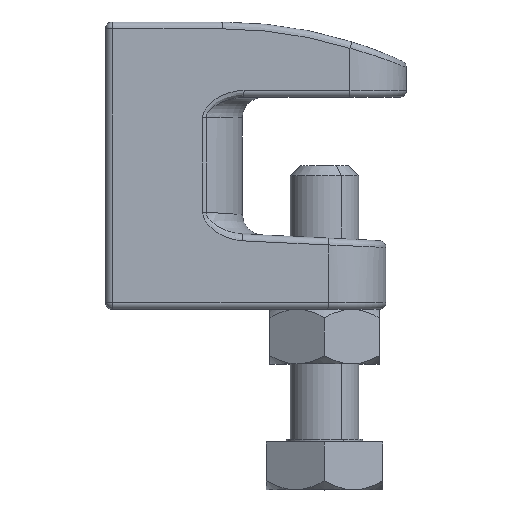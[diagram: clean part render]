
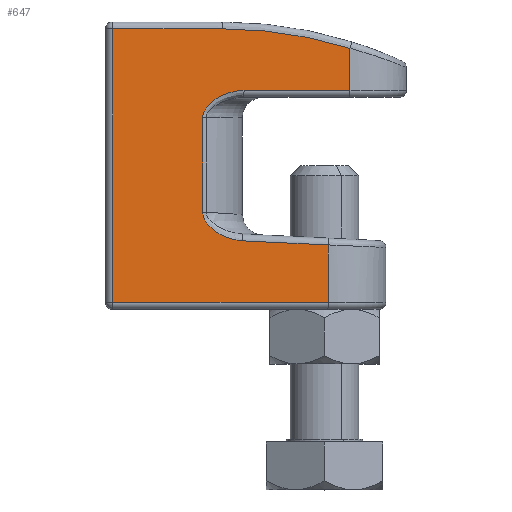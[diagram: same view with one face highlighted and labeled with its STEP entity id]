
A CAD part, top view. The second image highlights one B-rep face of the part: STEP entity #647.
In plain terms, the highlighted planar face has unit normal (0.062, 0, 0.998).
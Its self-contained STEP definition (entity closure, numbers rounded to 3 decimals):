
#13 = EDGE_CURVE ( 'NONE', #560, #3222, #440, .T. ) ;
#57 = EDGE_CURVE ( 'NONE', #988, #1569, #430, .T. ) ;
#213 = EDGE_CURVE ( 'NONE', #3959, #2062, #296, .T. ) ;
#221 = VECTOR ( 'NONE', #3344, 1000. ) ;
#225 = LINE ( 'NONE', #2246, #221 ) ;
#228 = EDGE_CURVE ( 'NONE', #3222, #3959, #236, .T. ) ;
#236 = B_SPLINE_CURVE_WITH_KNOTS ( 'NONE', 3,
 ( #3662, #2740, #3637, #2521, #2430, #3672, #3695, #3699, #3713, #3721, #3724, #3737, #3754, #3757, #3765, #3812 ),
 .UNSPECIFIED., .F., .F.,
 ( 4, 2, 2, 2, 2, 2, 2, 4 ),
 ( 0., 0.002, 0.004, 0.005, 0.006, 0.007, 0.007, 0.008 ),
 .UNSPECIFIED. ) ;
#274 = EDGE_CURVE ( 'NONE', #1266, #936, #225, .T. ) ;
#284 = VECTOR ( 'NONE', #2203, 1000. ) ;
#296 = LINE ( 'NONE', #3293, #284 ) ;
#360 = CARTESIAN_POINT ( 'NONE',  ( 15.201, 30.014, 10.058 ) ) ;
#393 = VECTOR ( 'NONE', #2833, 1000. ) ;
#418 =( BOUNDED_CURVE ( )  B_SPLINE_CURVE ( 3, ( #778, #3314, #1485, #3591 ),
 .UNSPECIFIED., .F., .F. ) 
 B_SPLINE_CURVE_WITH_KNOTS ( ( 4, 4 ),
 ( 4.41, 4.712 ),
 .UNSPECIFIED. ) 
 CURVE ( )  GEOMETRIC_REPRESENTATION_ITEM ( )  RATIONAL_B_SPLINE_CURVE ( ( 1., 0.992, 0.992, 1. ) ) 
 REPRESENTATION_ITEM ( '' )  );
#421 = CARTESIAN_POINT ( 'NONE',  ( 32.557, 9.404, 8.983 ) ) ;
#430 = LINE ( 'NONE', #2822, #393 ) ;
#434 = VECTOR ( 'NONE', #3782, 1000. ) ;
#440 = LINE ( 'NONE', #3687, #434 ) ;
#502 = CARTESIAN_POINT ( 'NONE',  ( 1.062, 41., 10.934 ) ) ;
#560 = VERTEX_POINT ( 'NONE', #421 ) ;
#630 = CARTESIAN_POINT ( 'NONE',  ( 14.21, 28., 10.12 ) ) ;
#647 = ADVANCED_FACE ( 'NONE', ( #3861 ), #3641, .F. ) ;
#693 = CARTESIAN_POINT ( 'NONE',  ( 15.957, 30.635, 10.011 ) ) ;
#778 = CARTESIAN_POINT ( 'NONE',  ( 35.742, 38.155, 8.785 ) ) ;
#936 = VERTEX_POINT ( 'NONE', #1439 ) ;
#962 = LINE ( 'NONE', #2915, #1014 ) ;
#988 = VERTEX_POINT ( 'NONE', #3882 ) ;
#1014 = VECTOR ( 'NONE', #3801, 1000. ) ;
#1033 = CARTESIAN_POINT ( 'NONE',  ( 17.08, 31.304, 9.942 ) ) ;
#1179 = VECTOR ( 'NONE', #3456, 1000. ) ;
#1185 = LINE ( 'NONE', #1291, #1179 ) ;
#1195 = VERTEX_POINT ( 'NONE', #2700 ) ;
#1266 = VERTEX_POINT ( 'NONE', #3751 ) ;
#1291 = CARTESIAN_POINT ( 'NONE',  ( 32.557, 42., 8.983 ) ) ;
#1316 = CARTESIAN_POINT ( 'NONE',  ( 14.23, 28.329, 10.118 ) ) ;
#1395 = CARTESIAN_POINT ( 'NONE',  ( 18.943, 31.905, 9.826 ) ) ;
#1439 = CARTESIAN_POINT ( 'NONE',  ( 32.557, 1., 8.983 ) ) ;
#1485 = CARTESIAN_POINT ( 'NONE',  ( 23.409, 41., 9.55 ) ) ;
#1569 = VERTEX_POINT ( 'NONE', #3435 ) ;
#1678 = CARTESIAN_POINT ( 'NONE',  ( 14.364, 28.806, 10.11 ) ) ;
#1746 = CARTESIAN_POINT ( 'NONE',  ( 20.247, 32., 9.745 ) ) ;
#2002 = CARTESIAN_POINT ( 'NONE',  ( 14.587, 29.244, 10.096 ) ) ;
#2013 = DIRECTION ( 'NONE',  ( -0.998, 0., 0.062 ) ) ;
#2062 = VERTEX_POINT ( 'NONE', #3376 ) ;
#2203 = DIRECTION ( 'NONE',  ( 0., 1., 0. ) ) ;
#2246 = CARTESIAN_POINT ( 'NONE',  ( 0., 1., 11. ) ) ;
#2254 = CARTESIAN_POINT ( 'NONE',  ( 17.062, 41., 9.943 ) ) ;
#2256 = CARTESIAN_POINT ( 'NONE',  ( 14.21, 14.176, 10.12 ) ) ;
#2278 = CARTESIAN_POINT ( 'NONE',  ( 14.21, 28.166, 10.12 ) ) ;
#2287 = CARTESIAN_POINT ( 'NONE',  ( 14.875, 29.645, 10.078 ) ) ;
#2317 = ORIENTED_EDGE ( 'NONE', *, *, #3871, .T. ) ;
#2405 = VERTEX_POINT ( 'NONE', #2254 ) ;
#2430 = CARTESIAN_POINT ( 'NONE',  ( 16.956, 10.825, 9.949 ) ) ;
#2496 = EDGE_CURVE ( 'NONE', #560, #936, #1185, .T. ) ;
#2521 = CARTESIAN_POINT ( 'NONE',  ( 17.539, 10.553, 9.913 ) ) ;
#2556 = VECTOR ( 'NONE', #2564, 1000. ) ;
#2564 = DIRECTION ( 'NONE',  ( 0.998, 0., -0.062 ) ) ;
#2592 = CARTESIAN_POINT ( 'NONE',  ( 0., 41., 11. ) ) ;
#2632 = CARTESIAN_POINT ( 'NONE',  ( 15.442, 30.233, 10.043 ) ) ;
#2700 = CARTESIAN_POINT ( 'NONE',  ( 20.247, 32., 9.745 ) ) ;
#2740 = CARTESIAN_POINT ( 'NONE',  ( 19.4, 10.03, 9.798 ) ) ;
#2759 = EDGE_CURVE ( 'NONE', #3146, #1266, #962, .T. ) ;
#2822 = CARTESIAN_POINT ( 'NONE',  ( 35.742, 9.699, 8.785 ) ) ;
#2833 = DIRECTION ( 'NONE',  ( 0., 1., 0. ) ) ;
#2915 = CARTESIAN_POINT ( 'NONE',  ( 1.062, 42., 10.934 ) ) ;
#2953 = CARTESIAN_POINT ( 'NONE',  ( 16.233, 30.818, 9.994 ) ) ;
#3124 = B_SPLINE_CURVE_WITH_KNOTS ( 'NONE', 3,
 ( #630, #2278, #1316, #3474, #1678, #3775, #2002, #4110, #2287, #360, #2632, #693, #2953, #1033, #3247, #1395, #3532, #1746 ),
 .UNSPECIFIED., .F., .F.,
 ( 4, 2, 2, 2, 2, 2, 2, 2, 4 ),
 ( 0., 0., 0.001, 0.001, 0.002, 0.003, 0.004, 0.006, 0.008 ),
 .UNSPECIFIED. ) ;
#3146 = VERTEX_POINT ( 'NONE', #502 ) ;
#3222 = VERTEX_POINT ( 'NONE', #3647 ) ;
#3247 = CARTESIAN_POINT ( 'NONE',  ( 17.679, 31.553, 9.905 ) ) ;
#3274 = AXIS2_PLACEMENT_3D ( 'NONE', #3770, #3624, #3610 ) ;
#3293 = CARTESIAN_POINT ( 'NONE',  ( 14.21, 28., 10.12 ) ) ;
#3314 = CARTESIAN_POINT ( 'NONE',  ( 29.683, 40.044, 9.161 ) ) ;
#3344 = DIRECTION ( 'NONE',  ( 0.998, 0., -0.062 ) ) ;
#3360 = VECTOR ( 'NONE', #2013, 1000. ) ;
#3376 = CARTESIAN_POINT ( 'NONE',  ( 14.21, 28., 10.12 ) ) ;
#3435 = CARTESIAN_POINT ( 'NONE',  ( 35.742, 38.155, 8.785 ) ) ;
#3456 = DIRECTION ( 'NONE',  ( 0., -1., 0. ) ) ;
#3474 = CARTESIAN_POINT ( 'NONE',  ( 14.307, 28.648, 10.114 ) ) ;
#3532 = CARTESIAN_POINT ( 'NONE',  ( 19.59, 32., 9.786 ) ) ;
#3591 = CARTESIAN_POINT ( 'NONE',  ( 17.062, 41., 9.943 ) ) ;
#3610 = DIRECTION ( 'NONE',  ( -0.998, 0., 0.062 ) ) ;
#3624 = DIRECTION ( 'NONE',  ( -0.062, 0., -0.998 ) ) ;
#3637 = CARTESIAN_POINT ( 'NONE',  ( 18.77, 10.153, 9.837 ) ) ;
#3641 = PLANE ( 'NONE',  #3274 ) ;
#3643 = ORIENTED_EDGE ( 'NONE', *, *, #2496, .F. ) ;
#3647 = CARTESIAN_POINT ( 'NONE',  ( 20.048, 10., 9.758 ) ) ;
#3662 = CARTESIAN_POINT ( 'NONE',  ( 20.048, 10., 9.758 ) ) ;
#3672 = CARTESIAN_POINT ( 'NONE',  ( 16.14, 11.337, 10. ) ) ;
#3687 = CARTESIAN_POINT ( 'NONE',  ( -1.469, 11.024, 11.091 ) ) ;
#3695 = CARTESIAN_POINT ( 'NONE',  ( 15.876, 11.528, 10.016 ) ) ;
#3699 = CARTESIAN_POINT ( 'NONE',  ( 15.381, 11.944, 10.047 ) ) ;
#3712 = ORIENTED_EDGE ( 'NONE', *, *, #13, .T. ) ;
#3713 = CARTESIAN_POINT ( 'NONE',  ( 15.151, 12.169, 10.061 ) ) ;
#3721 = CARTESIAN_POINT ( 'NONE',  ( 14.736, 12.669, 10.087 ) ) ;
#3722 = ORIENTED_EDGE ( 'NONE', *, *, #2759, .T. ) ;
#3724 = CARTESIAN_POINT ( 'NONE',  ( 14.556, 12.939, 10.098 ) ) ;
#3736 = LINE ( 'NONE', #2592, #3360 ) ;
#3737 = CARTESIAN_POINT ( 'NONE',  ( 14.357, 13.383, 10.11 ) ) ;
#3747 = CARTESIAN_POINT ( 'NONE',  ( 0., 32., 11. ) ) ;
#3751 = CARTESIAN_POINT ( 'NONE',  ( 1.062, 1., 10.934 ) ) ;
#3754 = CARTESIAN_POINT ( 'NONE',  ( 14.303, 13.538, 10.114 ) ) ;
#3757 = CARTESIAN_POINT ( 'NONE',  ( 14.23, 13.851, 10.118 ) ) ;
#3765 = CARTESIAN_POINT ( 'NONE',  ( 14.21, 14.012, 10.12 ) ) ;
#3766 = ORIENTED_EDGE ( 'NONE', *, *, #213, .T. ) ;
#3770 = CARTESIAN_POINT ( 'NONE',  ( 0., 42., 11. ) ) ;
#3772 = ORIENTED_EDGE ( 'NONE', *, *, #274, .T. ) ;
#3775 = CARTESIAN_POINT ( 'NONE',  ( 14.504, 29.103, 10.101 ) ) ;
#3778 = EDGE_CURVE ( 'NONE', #2405, #3146, #3736, .T. ) ;
#3782 = DIRECTION ( 'NONE',  ( -0.997, 0.047, 0.062 ) ) ;
#3801 = DIRECTION ( 'NONE',  ( 0., -1., 0. ) ) ;
#3812 = CARTESIAN_POINT ( 'NONE',  ( 14.21, 14.176, 10.12 ) ) ;
#3848 = ORIENTED_EDGE ( 'NONE', *, *, #228, .T. ) ;
#3861 = FACE_OUTER_BOUND ( 'NONE', #3924, .T. ) ;
#3869 = ORIENTED_EDGE ( 'NONE', *, *, #57, .T. ) ;
#3871 = EDGE_CURVE ( 'NONE', #1569, #2405, #418, .T. ) ;
#3882 = CARTESIAN_POINT ( 'NONE',  ( 35.742, 32., 8.785 ) ) ;
#3924 = EDGE_LOOP ( 'NONE', ( #3997, #4034, #3869, #2317, #4040, #3722, #3772, #3643, #3712, #3848, #3766 ) ) ;
#3959 = VERTEX_POINT ( 'NONE', #2256 ) ;
#3980 = LINE ( 'NONE', #3747, #2556 ) ;
#3997 = ORIENTED_EDGE ( 'NONE', *, *, #4107, .T. ) ;
#4034 = ORIENTED_EDGE ( 'NONE', *, *, #4078, .T. ) ;
#4040 = ORIENTED_EDGE ( 'NONE', *, *, #3778, .T. ) ;
#4078 = EDGE_CURVE ( 'NONE', #1195, #988, #3980, .T. ) ;
#4107 = EDGE_CURVE ( 'NONE', #2062, #1195, #3124, .T. ) ;
#4110 = CARTESIAN_POINT ( 'NONE',  ( 14.772, 29.515, 10.085 ) ) ;
